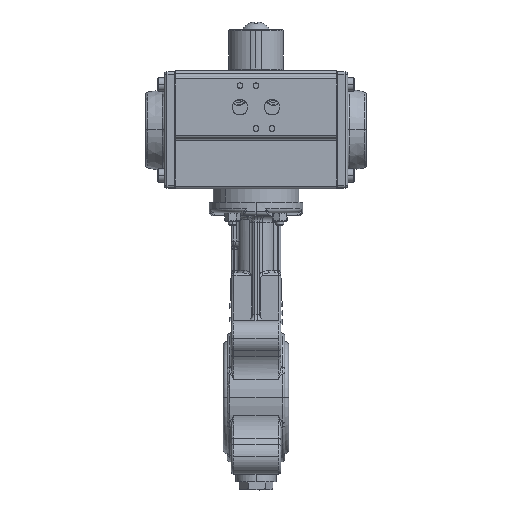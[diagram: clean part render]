
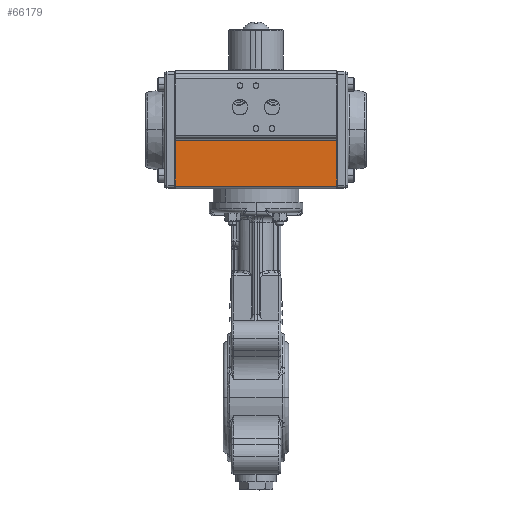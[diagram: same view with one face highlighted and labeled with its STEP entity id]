
A CAD part, top view. The second image highlights one B-rep face of the part: STEP entity #66179.
In plain terms, the highlighted planar face has unit normal (0, 0, -1).
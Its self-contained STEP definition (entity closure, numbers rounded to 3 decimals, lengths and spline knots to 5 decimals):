
#4883 = LINE ( 'NONE', #17001, #48955 ) ;
#8091 = ORIENTED_EDGE ( 'NONE', *, *, #75239, .T. ) ;
#8831 = EDGE_LOOP ( 'NONE', ( #32415, #44369, #8091, #44074 ) ) ;
#12243 = VECTOR ( 'NONE', #61726, 1. ) ;
#13364 = AXIS2_PLACEMENT_3D ( 'NONE', #75284, #58865, #45963 ) ;
#13799 = VERTEX_POINT ( 'NONE', #28676 ) ;
#16998 = PLANE ( 'NONE',  #13364 ) ;
#17001 = CARTESIAN_POINT ( 'NONE',  ( -0.00527, 0.14462, 0.27645 ) ) ;
#17913 = CARTESIAN_POINT ( 'NONE',  ( -0.00527, 0.14462, 0.27645 ) ) ;
#19135 = VERTEX_POINT ( 'NONE', #23294 ) ;
#22477 = FACE_OUTER_BOUND ( 'NONE', #8831, .T. ) ;
#23294 = CARTESIAN_POINT ( 'NONE',  ( -0.12627, 0.11062, 0.27645 ) ) ;
#25360 = LINE ( 'NONE', #37495, #12243 ) ;
#27273 = EDGE_CURVE ( 'NONE', #50728, #13799, #4883, .T. ) ;
#28099 = EDGE_CURVE ( 'NONE', #19135, #32778, #66107, .T. ) ;
#28676 = CARTESIAN_POINT ( 'NONE',  ( -0.00527, 0.11062, 0.27645 ) ) ;
#32415 = ORIENTED_EDGE ( 'NONE', *, *, #71860, .T. ) ;
#32778 = VERTEX_POINT ( 'NONE', #58177 ) ;
#37495 = CARTESIAN_POINT ( 'NONE',  ( -0.12627, 0.14462, 0.27645 ) ) ;
#39758 = LINE ( 'NONE', #75329, #63710 ) ;
#44074 = ORIENTED_EDGE ( 'NONE', *, *, #28099, .T. ) ;
#44369 = ORIENTED_EDGE ( 'NONE', *, *, #27273, .T. ) ;
#45963 = DIRECTION ( 'NONE',  ( 0., 1., 0. ) ) ;
#45967 = DIRECTION ( 'NONE',  ( 0., -1., 0. ) ) ;
#48955 = VECTOR ( 'NONE', #45967, 1. ) ;
#50728 = VERTEX_POINT ( 'NONE', #17913 ) ;
#52281 = DIRECTION ( 'NONE',  ( -1., 0., 0. ) ) ;
#52844 = DIRECTION ( 'NONE',  ( 0., 1., 0. ) ) ;
#58177 = CARTESIAN_POINT ( 'NONE',  ( -0.12627, 0.14462, 0.27645 ) ) ;
#58865 = DIRECTION ( 'NONE',  ( 0., 0., -1. ) ) ;
#61726 = DIRECTION ( 'NONE',  ( 1., 0., 0. ) ) ;
#63710 = VECTOR ( 'NONE', #52281, 1. ) ;
#66107 = LINE ( 'NONE', #71950, #73937 ) ;
#66179 = ADVANCED_FACE ( 'NONE', ( #22477 ), #16998, .T. ) ;
#71860 = EDGE_CURVE ( 'NONE', #32778, #50728, #25360, .T. ) ;
#71950 = CARTESIAN_POINT ( 'NONE',  ( -0.12627, 0.14462, 0.27645 ) ) ;
#73937 = VECTOR ( 'NONE', #52844, 1. ) ;
#75239 = EDGE_CURVE ( 'NONE', #13799, #19135, #39758, .T. ) ;
#75284 = CARTESIAN_POINT ( 'NONE',  ( -0.12627, 0.14462, 0.27645 ) ) ;
#75329 = CARTESIAN_POINT ( 'NONE',  ( -0.12627, 0.11062, 0.27645 ) ) ;
